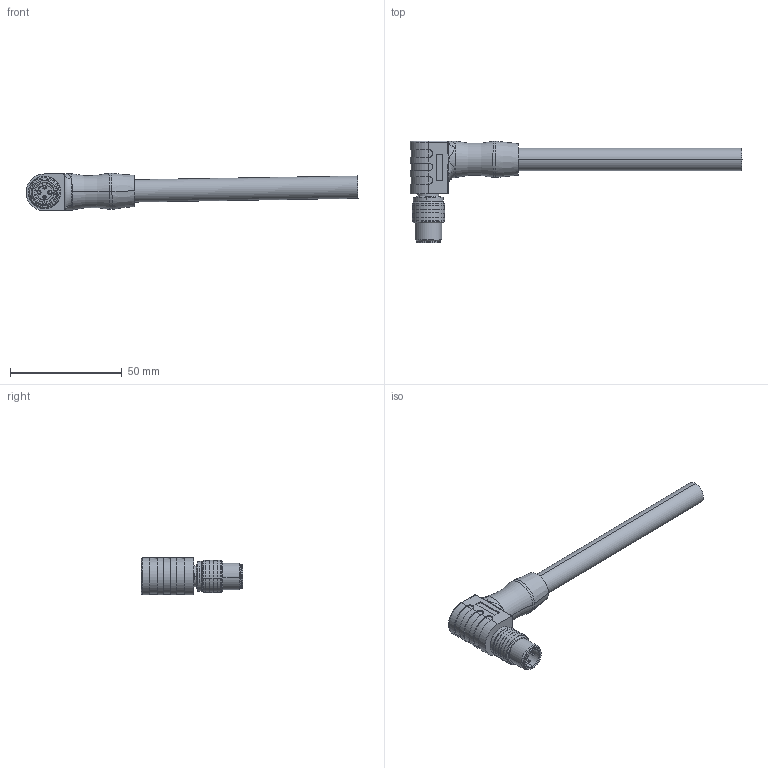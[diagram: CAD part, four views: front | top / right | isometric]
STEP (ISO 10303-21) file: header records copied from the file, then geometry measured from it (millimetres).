
FILE_DESCRIPTION((''),'2;1');
FILE_NAME('ELZ3-M-S10_ASM','2019-03-26T',('xin.jin'),(''),'PRO/ENGINEER BY PARAMETRIC TECHNOLOGY CORPORATION, 2012060','PRO/ENGINEER BY PARAMETRIC TECHNOLOGY CORPORATION, 2012060','');
FILE_SCHEMA(('AUTOMOTIVE_DESIGN { 1 0 10303 214 1 1 1 1 }'));
Length unit declared in the file: millimetre
Products named in the file (1): ELZ3-M-S10_ASM
Bounding box: 148.51 x 45.4 x 16.85 mm (x, y, z)
Volume: 20639.1 mm3; surface area: 10431.9 mm2
Topology: 2 solids, 7 shells, 650 faces, 1730 edges, 1110 vertices
Faces by surface type: cylinder 332, plane 224, cone 46, bspline 18, torus 14, extrusion 9, sphere 7
Entity records: 22624 total; most frequent: CARTESIAN_POINT 6065, DIRECTION 3639, ORIENTED_EDGE 3384, EDGE_CURVE 1698, AXIS2_PLACEMENT_3D 1422, VERTEX_POINT 1110, CIRCLE 798, VECTOR 795
